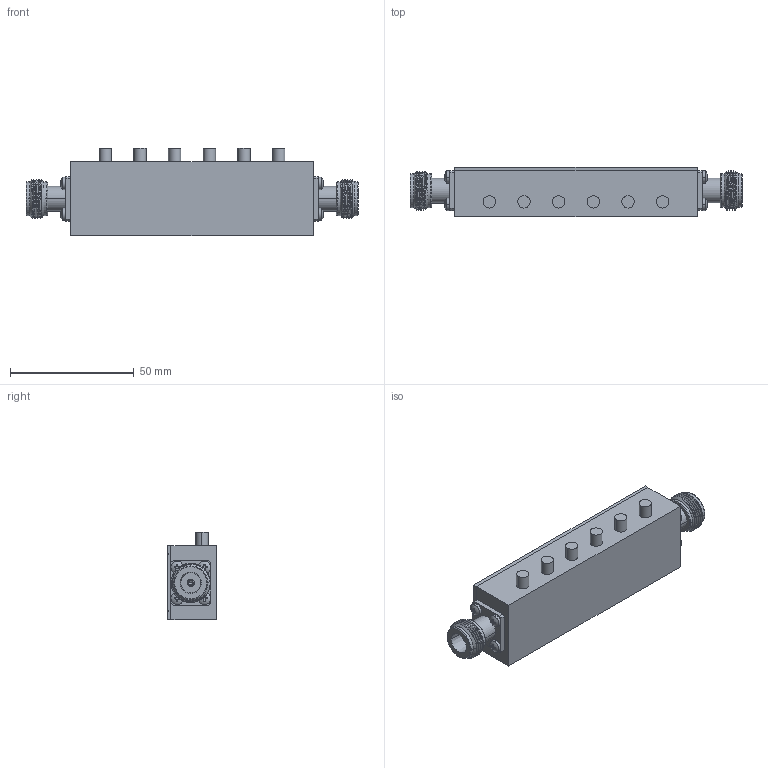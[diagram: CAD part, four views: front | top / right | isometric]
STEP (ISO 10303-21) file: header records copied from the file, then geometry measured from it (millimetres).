
FILE_DESCRIPTION (( 'STEP AP214' ), '1' );
FILE_NAME ('FMAT1049N_3D.step', '2025-04-03T19:31:54', ( '' ), ( '' ), 'SwSTEP 2.0', 'SolidWorks 2022', '' );
FILE_SCHEMA (( 'AUTOMOTIVE_DESIGN' ));
Length unit declared in the file: inch
Products named in the file (6): NF^FMAT1049N; 2^FMAT1049N; FMAT1049N_3D; 1^FMAT1049N; cross recessed pan head screws gb_GB_CROSS_SCREWS_TYPE1 M2.5X3-3  H type-N^FMAT1049N; cross recessed countersunk head screws gb1_GB_CROSS_SCREWS_TYPE4 M2X3-1.8  H type-N^FMAT1049N
Assembly tree (20 placements, depth 2):
  FMAT1049N_3D
    1^FMAT1049N
    2^FMAT1049N
    cross recessed countersunk head screws gb1_GB_CROSS_SCREWS_TYPE4 M2X3-1.8  H type-N^FMAT1049N  x8
    NF^FMAT1049N  x2
    cross recessed pan head screws gb_GB_CROSS_SCREWS_TYPE1 M2.5X3-3  H type-N^FMAT1049N  x8
Bounding box: 134 x 20 x 35.5 mm (x, y, z)
Volume: 63961.5 mm3; surface area: 22367 mm2
Topology: 20 solids, 20 shells, 606 faces, 1530 edges, 994 vertices
Faces by surface type: plane 304, cylinder 224, cone 56, torus 8, sphere 8, bspline 6
Entity records: 7173 total; most frequent: CARTESIAN_POINT 2273, DIRECTION 1023, ORIENTED_EDGE 918, EDGE_CURVE 459, AXIS2_PLACEMENT_3D 402, VERTEX_POINT 297, EDGE_LOOP 226, VECTOR 219
